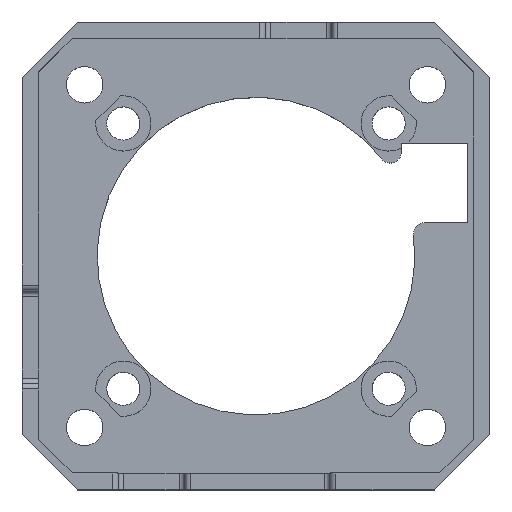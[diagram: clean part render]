
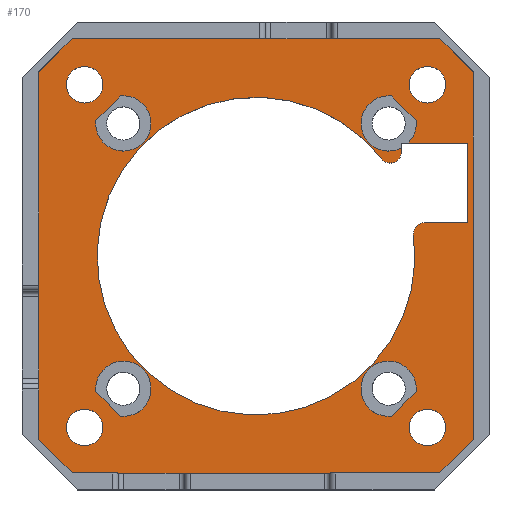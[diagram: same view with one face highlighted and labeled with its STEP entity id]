
A CAD part, top view. The second image highlights one B-rep face of the part: STEP entity #170.
In plain terms, the highlighted planar face has unit normal (0, 0, 1).
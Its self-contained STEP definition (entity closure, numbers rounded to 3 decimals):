
#170=ADVANCED_FACE('',(#1036,#1038,#1040,#1042,#1044,#1046,#1048,#1050,#1052),#1054,
.T.);
#1036=FACE_BOUND('',#1037,.T.);
#1037=EDGE_LOOP('',(#1802,#1803,#1804,#1805,#1806,#1807,#1808,#1809));
#1038=FACE_BOUND('',#1039,.T.);
#1039=EDGE_LOOP('',(#1810,#1811,#1812,#1813,#1814,#1815,#1816,#1817,#1818,#1819));
#1040=FACE_BOUND('',#1041,.T.);
#1041=EDGE_LOOP('',(#1820));
#1042=FACE_BOUND('',#1043,.T.);
#1043=EDGE_LOOP('',(#1821));
#1044=FACE_BOUND('',#1045,.T.);
#1045=EDGE_LOOP('',(#1822));
#1046=FACE_BOUND('',#1047,.T.);
#1047=EDGE_LOOP('',(#1823));
#1048=FACE_BOUND('',#1049,.T.);
#1049=EDGE_LOOP('',(#1824,#1825));
#1050=FACE_BOUND('',#1051,.T.);
#1051=EDGE_LOOP('',(#1826,#1827));
#1052=FACE_BOUND('',#1053,.T.);
#1053=EDGE_LOOP('',(#1828,#1829));
#1054=PLANE('',#1055);
#1055=AXIS2_PLACEMENT_3D('',#1056,#1057,#1058);
#1056=CARTESIAN_POINT('',(0.,0.,2.));
#1057=DIRECTION('',(0.,0.,1.));
#1058=DIRECTION('',(-1.,0.,0.));
#1802=ORIENTED_EDGE('',*,*,#2313,.F.);
#1803=ORIENTED_EDGE('',*,*,#2314,.F.);
#1804=ORIENTED_EDGE('',*,*,#2315,.F.);
#1805=ORIENTED_EDGE('',*,*,#2316,.F.);
#1806=ORIENTED_EDGE('',*,*,#2317,.F.);
#1807=ORIENTED_EDGE('',*,*,#2318,.F.);
#1808=ORIENTED_EDGE('',*,*,#2238,.F.);
#1809=ORIENTED_EDGE('',*,*,#2311,.F.);
#1810=ORIENTED_EDGE('',*,*,#2319,.F.);
#1811=ORIENTED_EDGE('',*,*,#2320,.T.);
#1812=ORIENTED_EDGE('',*,*,#2321,.F.);
#1813=ORIENTED_EDGE('',*,*,#2322,.F.);
#1814=ORIENTED_EDGE('',*,*,#2323,.F.);
#1815=ORIENTED_EDGE('',*,*,#2324,.T.);
#1816=ORIENTED_EDGE('',*,*,#2325,.T.);
#1817=ORIENTED_EDGE('',*,*,#2326,.T.);
#1818=ORIENTED_EDGE('',*,*,#2327,.F.);
#1819=ORIENTED_EDGE('',*,*,#2328,.T.);
#1820=ORIENTED_EDGE('',*,*,#2329,.T.);
#1821=ORIENTED_EDGE('',*,*,#2330,.T.);
#1822=ORIENTED_EDGE('',*,*,#2331,.T.);
#1823=ORIENTED_EDGE('',*,*,#2332,.T.);
#1824=ORIENTED_EDGE('',*,*,#2333,.F.);
#1825=ORIENTED_EDGE('',*,*,#2334,.F.);
#1826=ORIENTED_EDGE('',*,*,#2335,.F.);
#1827=ORIENTED_EDGE('',*,*,#2336,.F.);
#1828=ORIENTED_EDGE('',*,*,#2337,.F.);
#1829=ORIENTED_EDGE('',*,*,#2338,.F.);
#2238=EDGE_CURVE('',#2527,#2529,#2530,.F.);
#2311=EDGE_CURVE('',#2659,#2527,#2660,.F.);
#2313=EDGE_CURVE('',#2662,#2659,#2663,.F.);
#2314=EDGE_CURVE('',#2664,#2662,#2665,.F.);
#2315=EDGE_CURVE('',#2666,#2664,#2667,.F.);
#2316=EDGE_CURVE('',#2668,#2666,#2669,.F.);
#2317=EDGE_CURVE('',#2670,#2668,#2671,.F.);
#2318=EDGE_CURVE('',#2529,#2670,#2672,.F.);
#2319=EDGE_CURVE('',#2673,#2674,#2675,.F.);
#2320=EDGE_CURVE('',#2673,#2676,#2677,.F.);
#2321=EDGE_CURVE('',#2678,#2676,#2679,.T.);
#2322=EDGE_CURVE('',#2680,#2678,#2681,.T.);
#2323=EDGE_CURVE('',#2682,#2680,#2683,.T.);
#2324=EDGE_CURVE('',#2682,#2684,#2685,.F.);
#2325=EDGE_CURVE('',#2684,#2686,#2687,.F.);
#2326=EDGE_CURVE('',#2686,#2688,#2689,.F.);
#2327=EDGE_CURVE('',#2690,#2688,#2691,.F.);
#2328=EDGE_CURVE('',#2690,#2674,#2692,.F.);
#2329=EDGE_CURVE('',#2693,#2693,#2694,.F.);
#2330=EDGE_CURVE('',#2695,#2695,#2696,.F.);
#2331=EDGE_CURVE('',#2697,#2697,#2698,.F.);
#2332=EDGE_CURVE('',#2699,#2699,#2700,.F.);
#2333=EDGE_CURVE('',#2701,#2702,#2703,.T.);
#2334=EDGE_CURVE('',#2702,#2701,#2704,.T.);
#2335=EDGE_CURVE('',#2705,#2706,#2707,.T.);
#2336=EDGE_CURVE('',#2706,#2705,#2708,.T.);
#2337=EDGE_CURVE('',#2709,#2710,#2711,.T.);
#2338=EDGE_CURVE('',#2710,#2709,#2712,.T.);
#2527=VERTEX_POINT('',#3031);
#2529=VERTEX_POINT('',#3035);
#2530=LINE('',#3036,#3037);
#2659=VERTEX_POINT('',#3335);
#2660=LINE('',#3336,#3337);
#2662=VERTEX_POINT('',#3342);
#2663=LINE('',#3343,#3344);
#2664=VERTEX_POINT('',#3346);
#2665=LINE('',#3347,#3348);
#2666=VERTEX_POINT('',#3350);
#2667=LINE('',#3351,#3352);
#2668=VERTEX_POINT('',#3354);
#2669=LINE('',#3355,#3356);
#2670=VERTEX_POINT('',#3358);
#2671=LINE('',#3359,#3360);
#2672=LINE('',#3362,#3363);
#2673=VERTEX_POINT('',#3365);
#2674=VERTEX_POINT('',#3366);
#2675=CIRCLE('',#3367,1.);
#2676=VERTEX_POINT('',#3371);
#2677=LINE('',#3372,#3373);
#2678=VERTEX_POINT('',#3375);
#2679=CIRCLE('',#3376,2.5);
#2680=VERTEX_POINT('',#3380);
#2681=LINE('',#3381,#3382);
#2682=VERTEX_POINT('',#3384);
#2683=CIRCLE('',#3385,2.5);
#2684=VERTEX_POINT('',#3389);
#2685=LINE('',#3390,#3391);
#2686=VERTEX_POINT('',#3393);
#2687=LINE('',#3394,#3395);
#2688=VERTEX_POINT('',#3397);
#2689=LINE('',#3398,#3399);
#2690=VERTEX_POINT('',#3401);
#2691=CIRCLE('',#3402,1.);
#2692=CIRCLE('',#3406,14.375);
#2693=VERTEX_POINT('',#3410);
#2694=CIRCLE('',#3411,1.65);
#2695=VERTEX_POINT('',#3415);
#2696=CIRCLE('',#3416,1.65);
#2697=VERTEX_POINT('',#3420);
#2698=CIRCLE('',#3421,1.65);
#2699=VERTEX_POINT('',#3425);
#2700=CIRCLE('',#3426,1.65);
#2701=VERTEX_POINT('',#3430);
#2702=VERTEX_POINT('',#3431);
#2703=LINE('',#3432,#3433);
#2704=CIRCLE('',#3435,2.5);
#2705=VERTEX_POINT('',#3439);
#2706=VERTEX_POINT('',#3440);
#2707=CIRCLE('',#3441,2.5);
#2708=LINE('',#3445,#3446);
#2709=VERTEX_POINT('',#3448);
#2710=VERTEX_POINT('',#3449);
#2711=LINE('',#3450,#3451);
#2712=CIRCLE('',#3453,2.5);
#3031=CARTESIAN_POINT('',(16.641,-19.65,2.));
#3035=CARTESIAN_POINT('',(-16.641,-19.65,2.));
#3036=CARTESIAN_POINT('',(-16.641,-19.65,2.));
#3037=VECTOR('',#3038,1.);
#3038=DIRECTION('',(1.,0.,0.));
#3335=CARTESIAN_POINT('',(19.65,-16.641,2.));
#3336=CARTESIAN_POINT('',(16.641,-19.65,2.));
#3337=VECTOR('',#3338,1.);
#3338=DIRECTION('',(0.707,0.707,0.));
#3342=CARTESIAN_POINT('',(19.65,16.641,2.));
#3343=CARTESIAN_POINT('',(19.65,-16.641,2.));
#3344=VECTOR('',#3345,1.);
#3345=DIRECTION('',(0.,1.,0.));
#3346=CARTESIAN_POINT('',(16.641,19.65,2.));
#3347=CARTESIAN_POINT('',(19.65,16.641,2.));
#3348=VECTOR('',#3349,1.);
#3349=DIRECTION('',(-0.707,0.707,0.));
#3350=CARTESIAN_POINT('',(-16.641,19.65,2.));
#3351=CARTESIAN_POINT('',(16.641,19.65,2.));
#3352=VECTOR('',#3353,1.);
#3353=DIRECTION('',(-1.,0.,0.));
#3354=CARTESIAN_POINT('',(-19.65,16.641,2.));
#3355=CARTESIAN_POINT('',(-16.641,19.65,2.));
#3356=VECTOR('',#3357,1.);
#3357=DIRECTION('',(-0.707,-0.707,0.));
#3358=CARTESIAN_POINT('',(-19.65,-16.641,2.));
#3359=CARTESIAN_POINT('',(-19.65,16.641,2.));
#3360=VECTOR('',#3361,1.);
#3361=DIRECTION('',(0.,-1.,0.));
#3362=CARTESIAN_POINT('',(-19.65,-16.641,2.));
#3363=VECTOR('',#3364,1.);
#3364=DIRECTION('',(0.707,-0.707,0.));
#3365=CARTESIAN_POINT('',(13.15,9.422,2.));
#3366=CARTESIAN_POINT('',(11.36,8.809,2.));
#3367=AXIS2_PLACEMENT_3D('',#3368,#3369,#3370);
#3368=CARTESIAN_POINT('',(12.15,9.422,2.));
#3369=DIRECTION('',(0.,0.,1.));
#3370=DIRECTION('',(-0.79,-0.613,0.));
#3371=CARTESIAN_POINT('',(13.15,9.78,2.));
#3372=CARTESIAN_POINT('',(13.15,9.78,2.));
#3373=VECTOR('',#3374,1.);
#3374=DIRECTION('',(0.,-1.,0.));
#3375=CARTESIAN_POINT('',(12.272,14.485,2.));
#3376=AXIS2_PLACEMENT_3D('',#3377,#3378,#3379);
#3377=CARTESIAN_POINT('',(12.,12.,2.));
#3378=DIRECTION('',(0.,0.,1.));
#3379=DIRECTION('',(0.109,0.994,0.));
#3380=CARTESIAN_POINT('',(14.485,12.272,2.));
#3381=CARTESIAN_POINT('',(14.485,12.272,2.));
#3382=VECTOR('',#3383,1.);
#3383=DIRECTION('',(-0.707,0.707,0.));
#3384=CARTESIAN_POINT('',(13.765,10.23,2.));
#3385=AXIS2_PLACEMENT_3D('',#3386,#3387,#3388);
#3386=CARTESIAN_POINT('',(12.,12.,2.));
#3387=DIRECTION('',(0.,0.,1.));
#3388=DIRECTION('',(0.706,-0.708,0.));
#3389=CARTESIAN_POINT('',(19.15,10.23,2.));
#3390=CARTESIAN_POINT('',(19.15,10.23,2.));
#3391=VECTOR('',#3392,1.);
#3392=DIRECTION('',(-1.,0.,0.));
#3393=CARTESIAN_POINT('',(19.15,3.03,2.));
#3394=CARTESIAN_POINT('',(19.15,3.03,2.));
#3395=VECTOR('',#3396,1.);
#3396=DIRECTION('',(0.,1.,0.));
#3397=CARTESIAN_POINT('',(15.24,3.03,2.));
#3398=CARTESIAN_POINT('',(15.24,3.03,2.));
#3399=VECTOR('',#3400,1.);
#3400=DIRECTION('',(1.,0.,0.));
#3401=CARTESIAN_POINT('',(14.249,1.898,2.));
#3402=AXIS2_PLACEMENT_3D('',#3403,#3404,#3405);
#3403=CARTESIAN_POINT('',(15.24,2.03,2.));
#3404=DIRECTION('',(0.,0.,1.));
#3405=DIRECTION('',(0.,1.,0.));
#3406=AXIS2_PLACEMENT_3D('',#3407,#3408,#3409);
#3407=CARTESIAN_POINT('',(0.,0.,2.));
#3408=DIRECTION('',(0.,0.,1.));
#3409=DIRECTION('',(0.79,0.613,0.));
#3410=CARTESIAN_POINT('',(13.85,15.5,2.));
#3411=AXIS2_PLACEMENT_3D('',#3412,#3413,#3414);
#3412=CARTESIAN_POINT('',(15.5,15.5,2.));
#3413=DIRECTION('',(0.,0.,1.));
#3414=DIRECTION('',(-1.,0.,0.));
#3415=CARTESIAN_POINT('',(-17.15,15.5,2.));
#3416=AXIS2_PLACEMENT_3D('',#3417,#3418,#3419);
#3417=CARTESIAN_POINT('',(-15.5,15.5,2.));
#3418=DIRECTION('',(0.,0.,1.));
#3419=DIRECTION('',(-1.,0.,0.));
#3420=CARTESIAN_POINT('',(-17.15,-15.5,2.));
#3421=AXIS2_PLACEMENT_3D('',#3422,#3423,#3424);
#3422=CARTESIAN_POINT('',(-15.5,-15.5,2.));
#3423=DIRECTION('',(0.,0.,1.));
#3424=DIRECTION('',(-1.,0.,0.));
#3425=CARTESIAN_POINT('',(13.85,-15.5,2.));
#3426=AXIS2_PLACEMENT_3D('',#3427,#3428,#3429);
#3427=CARTESIAN_POINT('',(15.5,-15.5,2.));
#3428=DIRECTION('',(0.,0.,1.));
#3429=DIRECTION('',(-1.,0.,0.));
#3430=CARTESIAN_POINT('',(-12.272,14.485,2.));
#3431=CARTESIAN_POINT('',(-14.485,12.272,2.));
#3432=CARTESIAN_POINT('',(-12.272,14.485,2.));
#3433=VECTOR('',#3434,1.);
#3434=DIRECTION('',(-0.707,-0.707,0.));
#3435=AXIS2_PLACEMENT_3D('',#3436,#3437,#3438);
#3436=CARTESIAN_POINT('',(-12.,12.,2.));
#3437=DIRECTION('',(0.,0.,1.));
#3438=DIRECTION('',(-0.994,0.109,0.));
#3439=CARTESIAN_POINT('',(-12.272,-14.485,2.));
#3440=CARTESIAN_POINT('',(-14.485,-12.272,2.));
#3441=AXIS2_PLACEMENT_3D('',#3442,#3443,#3444);
#3442=CARTESIAN_POINT('',(-12.,-12.,2.));
#3443=DIRECTION('',(0.,0.,1.));
#3444=DIRECTION('',(-0.109,-0.994,0.));
#3445=CARTESIAN_POINT('',(-14.485,-12.272,2.));
#3446=VECTOR('',#3447,1.);
#3447=DIRECTION('',(0.707,-0.707,0.));
#3448=CARTESIAN_POINT('',(12.272,-14.485,2.));
#3449=CARTESIAN_POINT('',(14.485,-12.272,2.));
#3450=CARTESIAN_POINT('',(12.272,-14.485,2.));
#3451=VECTOR('',#3452,1.);
#3452=DIRECTION('',(0.707,0.707,0.));
#3453=AXIS2_PLACEMENT_3D('',#3454,#3455,#3456);
#3454=CARTESIAN_POINT('',(12.,-12.,2.));
#3455=DIRECTION('',(0.,0.,1.));
#3456=DIRECTION('',(0.994,-0.109,0.));
